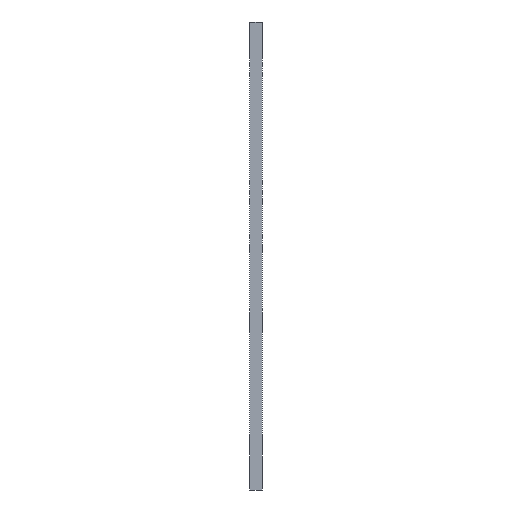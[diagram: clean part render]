
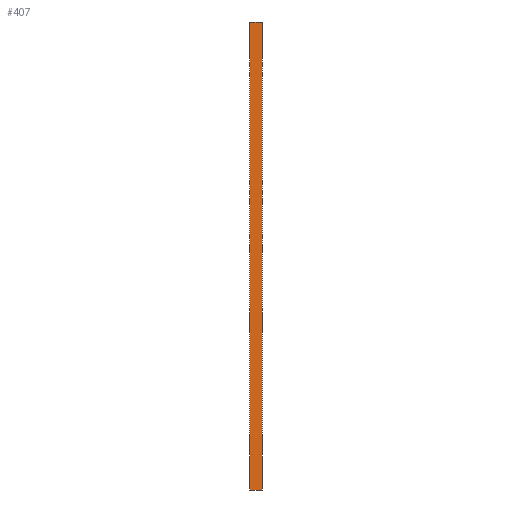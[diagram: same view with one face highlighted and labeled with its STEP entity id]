
A CAD part, left-side view. The second image highlights one B-rep face of the part: STEP entity #407.
In plain terms, the highlighted planar face has unit normal (-1, 0, 0).
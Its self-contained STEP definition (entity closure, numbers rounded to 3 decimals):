
#27 = DIRECTION ( 'NONE',  ( 1., 0., 0. ) ) ;
#31 = VECTOR ( 'NONE', #113, 1000. ) ;
#78 = LINE ( 'NONE', #793, #379 ) ;
#112 = CARTESIAN_POINT ( 'NONE',  ( -75., 0., 55. ) ) ;
#113 = DIRECTION ( 'NONE',  ( 0., -1., 0. ) ) ;
#178 = CARTESIAN_POINT ( 'NONE',  ( -75., 3., 55. ) ) ;
#179 = EDGE_CURVE ( 'NONE', #195, #690, #523, .T. ) ;
#195 = VERTEX_POINT ( 'NONE', #738 ) ;
#206 = CARTESIAN_POINT ( 'NONE',  ( -75., 0., -55. ) ) ;
#224 = ORIENTED_EDGE ( 'NONE', *, *, #179, .F. ) ;
#297 = LINE ( 'NONE', #112, #626 ) ;
#326 = PLANE ( 'NONE',  #550 ) ;
#379 = VECTOR ( 'NONE', #616, 1000. ) ;
#395 = CARTESIAN_POINT ( 'NONE',  ( -75., 3., -55. ) ) ;
#398 = VERTEX_POINT ( 'NONE', #395 ) ;
#402 = ORIENTED_EDGE ( 'NONE', *, *, #703, .T. ) ;
#404 = DIRECTION ( 'NONE',  ( 0., -1., 0. ) ) ;
#407 = ADVANCED_FACE ( 'NONE', ( #522 ), #326, .F. ) ;
#415 = VERTEX_POINT ( 'NONE', #206 ) ;
#447 = EDGE_CURVE ( 'NONE', #398, #415, #724, .T. ) ;
#460 = EDGE_LOOP ( 'NONE', ( #402, #224, #555, #700 ) ) ;
#462 = VECTOR ( 'NONE', #404, 1000. ) ;
#522 = FACE_OUTER_BOUND ( 'NONE', #460, .T. ) ;
#523 = LINE ( 'NONE', #178, #31 ) ;
#550 = AXIS2_PLACEMENT_3D ( 'NONE', #640, #27, #586 ) ;
#555 = ORIENTED_EDGE ( 'NONE', *, *, #646, .F. ) ;
#586 = DIRECTION ( 'NONE',  ( 0., 0., -1. ) ) ;
#616 = DIRECTION ( 'NONE',  ( 0., 0., 1. ) ) ;
#626 = VECTOR ( 'NONE', #666, 1000. ) ;
#640 = CARTESIAN_POINT ( 'NONE',  ( -75., 3., 55. ) ) ;
#646 = EDGE_CURVE ( 'NONE', #398, #195, #78, .T. ) ;
#666 = DIRECTION ( 'NONE',  ( 0., 0., 1. ) ) ;
#690 = VERTEX_POINT ( 'NONE', #721 ) ;
#700 = ORIENTED_EDGE ( 'NONE', *, *, #447, .T. ) ;
#703 = EDGE_CURVE ( 'NONE', #415, #690, #297, .T. ) ;
#721 = CARTESIAN_POINT ( 'NONE',  ( -75., 0., 55. ) ) ;
#724 = LINE ( 'NONE', #776, #462 ) ;
#738 = CARTESIAN_POINT ( 'NONE',  ( -75., 3., 55. ) ) ;
#776 = CARTESIAN_POINT ( 'NONE',  ( -75., 3., -55. ) ) ;
#793 = CARTESIAN_POINT ( 'NONE',  ( -75., 3., 55. ) ) ;
